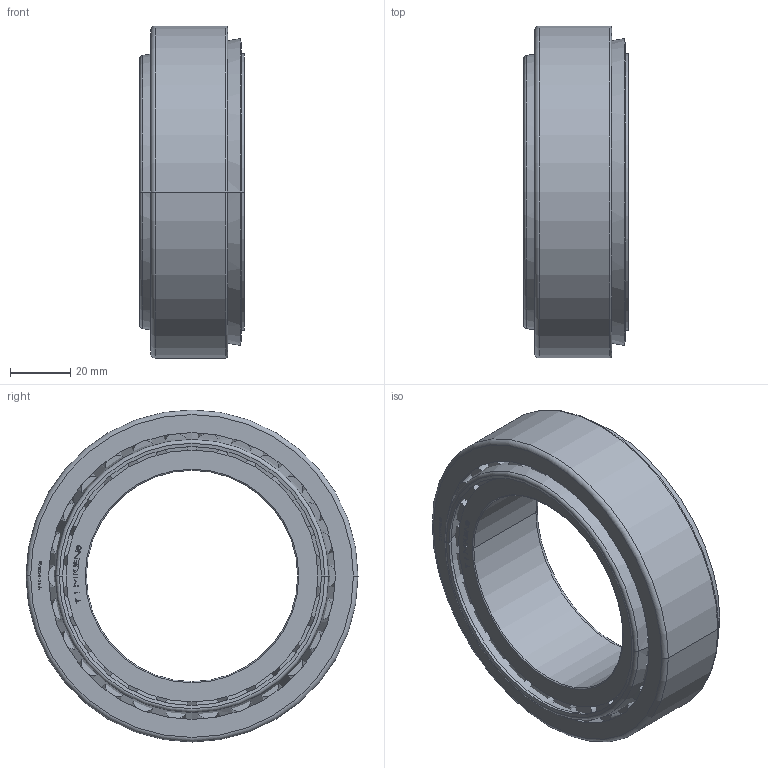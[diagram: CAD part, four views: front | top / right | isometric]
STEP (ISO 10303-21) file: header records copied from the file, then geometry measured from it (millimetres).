
FILE_DESCRIPTION(('starvars output'),'1');
FILE_NAME('33014.stp','19:35:23 2023/12/13',('TraceParts'),(' '),'Spatial InterOp 3D',' ',' ');
FILE_SCHEMA(('AUTOMOTIVE_DESIGN { 1 0 10303 214 3 1 1 }'));
Length unit declared in the file: millimetre
Products named in the file (1): 1
Bounding box: 34.6 x 110 x 110 mm (x, y, z)
Volume: 145066.3 mm3; surface area: 81274.4 mm2
Topology: 29 solids, 29 shells, 502 faces, 1200 edges, 790 vertices
Faces by surface type: plane 380, cone 72, cylinder 40, torus 10
Entity records: 18797 total; most frequent: CARTESIAN_POINT 2521, DIRECTION 2486, ORIENTED_EDGE 2400, EDGE_CURVE 1200, LINE 976, VECTOR 976, VERTEX_POINT 790, AXIS2_PLACEMENT_3D 755
